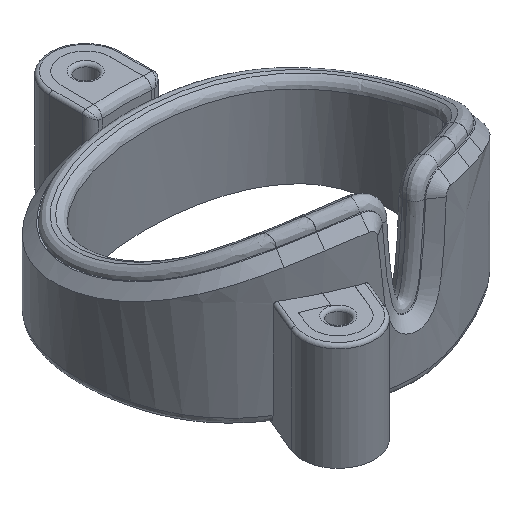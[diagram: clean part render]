
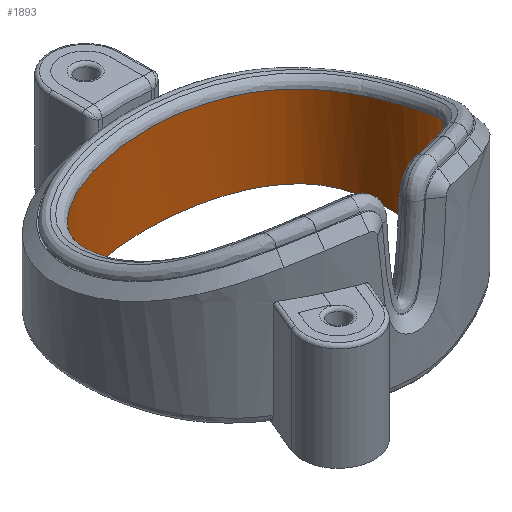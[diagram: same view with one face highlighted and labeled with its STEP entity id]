
A CAD part, isometric view. The second image highlights one B-rep face of the part: STEP entity #1893.
In plain terms, the highlighted free-form (B-spline) face has degree [3, 1] with [19, 2] control points.
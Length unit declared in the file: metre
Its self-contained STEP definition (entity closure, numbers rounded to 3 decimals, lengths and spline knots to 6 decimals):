
#154=B_SPLINE_CURVE_WITH_KNOTS('',3,(#2669,#2670,#2671,#2672,#2673,#2674,
#2675,#2676,#2677,#2678,#2679,#2680,#2681,#2682,#2683,#2684,#2685,#2686,
#2687,#2688,#2689,#2690,#2691,#2692,#2693,#2694,#2695,#2696,#2697,#2698,
#2699),.UNSPECIFIED.,.F.,.F.,(4,1,1,1,1,1,1,1,1,1,1,1,1,1,1,1,1,1,1,1,1,
1,1,1,1,1,1,1,4),(0.,0.002424,0.004847,0.007271,
0.009694,0.014542,0.016965,0.019389,
0.021813,0.024236,0.02666,0.029083,
0.031507,0.033931,0.038778,0.043625,
0.048472,0.050896,0.05332,0.055743,
0.058167,0.06059,0.063014,0.065438,
0.067861,0.070285,0.072709,0.075132,
0.077556),.UNSPECIFIED.);
#155=B_SPLINE_CURVE_WITH_KNOTS('',3,(#2703,#2704,#2705,#2706,#2707,#2708,
#2709,#2710,#2711,#2712,#2713,#2714,#2715),.UNSPECIFIED.,.T.,.F.,(1,3,1,
1,1,1,1,1,1,1,1,3,1),(-0.123294,0.,0.123294,0.2212,
0.319107,0.411821,0.5,0.588179,0.680893,
0.7788,0.876706,1.,1.123294),.UNSPECIFIED.);
#300=ORIENTED_EDGE('',*,*,#902,.F.);
#301=ORIENTED_EDGE('',*,*,#903,.T.);
#302=ORIENTED_EDGE('',*,*,#904,.T.);
#303=ORIENTED_EDGE('',*,*,#905,.F.);
#902=EDGE_CURVE('',#1203,#1204,#1389,.T.);
#903=EDGE_CURVE('',#1203,#1205,#154,.T.);
#904=EDGE_CURVE('',#1205,#1206,#1390,.T.);
#905=EDGE_CURVE('',#1204,#1206,#155,.T.);
#1203=VERTEX_POINT('',#2667);
#1204=VERTEX_POINT('',#2668);
#1205=VERTEX_POINT('',#2700);
#1206=VERTEX_POINT('',#2702);
#1389=LINE('',#2666,#1495);
#1390=LINE('',#2701,#1496);
#1495=VECTOR('',#2168,1.);
#1496=VECTOR('',#2169,1.);
#1600=EDGE_LOOP('',(#300,#301,#302,#303));
#1729=FACE_BOUND('',#1600,.T.);
#1858=B_SPLINE_SURFACE_WITH_KNOTS('',3,1,((#2628,#2629),(#2630,#2631),(#2632,
#2633),(#2634,#2635),(#2636,#2637),(#2638,#2639),(#2640,#2641),(#2642,#2643),
(#2644,#2645),(#2646,#2647),(#2648,#2649),(#2650,#2651),(#2652,#2653),(#2654,
#2655),(#2656,#2657),(#2658,#2659),(#2660,#2661),(#2662,#2663),(#2664,#2665)),
 .SURF_OF_LINEAR_EXTRUSION.,.F.,.F.,.F.,(4,1,1,1,1,1,1,1,1,1,1,1,1,1,1,
1,4),(2,2),(0.64401,0.688508,0.733007,0.777506,
0.822005,0.866504,0.911002,0.955501,
1.,1.044499,1.088998,1.133496,1.177995,
1.222494,1.266993,1.311492,1.35599),(0.,
1.),.UNSPECIFIED.);
#1893=ADVANCED_FACE('',(#1729),#1858,.T.);
#2168=DIRECTION('',(0.,0.,-1.));
#2169=DIRECTION('',(0.,0.,-1.));
#2628=CARTESIAN_POINT('',(0.01168,-0.006323,0.01695));
#2629=CARTESIAN_POINT('',(0.01168,-0.006323,0.));
#2630=CARTESIAN_POINT('',(0.012757,-0.005518,0.01695));
#2631=CARTESIAN_POINT('',(0.012757,-0.005518,0.));
#2632=CARTESIAN_POINT('',(0.014675,-0.003625,0.01695));
#2633=CARTESIAN_POINT('',(0.014675,-0.003625,0.));
#2634=CARTESIAN_POINT('',(0.016419,0.000289,0.01695));
#2635=CARTESIAN_POINT('',(0.016419,0.000289,0.));
#2636=CARTESIAN_POINT('',(0.017121,0.004712,0.01695));
#2637=CARTESIAN_POINT('',(0.017121,0.004712,0.));
#2638=CARTESIAN_POINT('',(0.016825,0.009155,0.01695));
#2639=CARTESIAN_POINT('',(0.016825,0.009155,0.));
#2640=CARTESIAN_POINT('',(0.015092,0.013111,0.01695));
#2641=CARTESIAN_POINT('',(0.015092,0.013111,0.));
#2642=CARTESIAN_POINT('',(0.011324,0.016023,0.01695));
#2643=CARTESIAN_POINT('',(0.011324,0.016023,0.));
#2644=CARTESIAN_POINT('',(0.006027,0.017773,0.01695));
#2645=CARTESIAN_POINT('',(0.006027,0.017773,0.));
#2646=CARTESIAN_POINT('',(0.,0.018366,0.01695));
#2647=CARTESIAN_POINT('',(0.,0.018366,0.));
#2648=CARTESIAN_POINT('',(-0.006027,0.017773,0.01695));
#2649=CARTESIAN_POINT('',(-0.006027,0.017773,0.));
#2650=CARTESIAN_POINT('',(-0.011324,0.016023,0.01695));
#2651=CARTESIAN_POINT('',(-0.011324,0.016023,0.));
#2652=CARTESIAN_POINT('',(-0.015092,0.013111,0.01695));
#2653=CARTESIAN_POINT('',(-0.015092,0.013111,0.));
#2654=CARTESIAN_POINT('',(-0.016825,0.009155,0.01695));
#2655=CARTESIAN_POINT('',(-0.016825,0.009155,0.));
#2656=CARTESIAN_POINT('',(-0.017121,0.004712,0.01695));
#2657=CARTESIAN_POINT('',(-0.017121,0.004712,0.));
#2658=CARTESIAN_POINT('',(-0.016419,0.000289,0.01695));
#2659=CARTESIAN_POINT('',(-0.016419,0.000289,0.));
#2660=CARTESIAN_POINT('',(-0.014675,-0.003625,0.01695));
#2661=CARTESIAN_POINT('',(-0.014675,-0.003625,0.));
#2662=CARTESIAN_POINT('',(-0.012757,-0.005518,0.01695));
#2663=CARTESIAN_POINT('',(-0.012757,-0.005518,0.));
#2664=CARTESIAN_POINT('',(-0.01168,-0.006323,0.01695));
#2665=CARTESIAN_POINT('',(-0.01168,-0.006323,0.));
#2666=CARTESIAN_POINT('',(0.01168,-0.006323,0.022));
#2667=CARTESIAN_POINT('',(0.01168,-0.006323,0.016848));
#2668=CARTESIAN_POINT('',(0.01168,-0.006323,0.));
#2669=CARTESIAN_POINT('',(0.01168,-0.006323,0.016848));
#2670=CARTESIAN_POINT('',(0.01229,-0.005867,0.016559));
#2671=CARTESIAN_POINT('',(0.013415,-0.00489,0.015934));
#2672=CARTESIAN_POINT('',(0.014763,-0.003147,0.01485));
#2673=CARTESIAN_POINT('',(0.015741,-0.00122,0.013787));
#2674=CARTESIAN_POINT('',(0.016678,0.001616,0.012486));
#2675=CARTESIAN_POINT('',(0.017063,0.004683,0.011472));
#2676=CARTESIAN_POINT('',(0.016893,0.007813,0.0107));
#2677=CARTESIAN_POINT('',(0.016359,0.010161,0.010256));
#2678=CARTESIAN_POINT('',(0.015306,0.012359,0.009989));
#2679=CARTESIAN_POINT('',(0.013698,0.014196,0.009959));
#2680=CARTESIAN_POINT('',(0.011676,0.015578,0.010092));
#2681=CARTESIAN_POINT('',(0.009488,0.016591,0.010235));
#2682=CARTESIAN_POINT('',(0.007166,0.017327,0.010348));
#2683=CARTESIAN_POINT('',(0.004039,0.01798,0.010449));
#2684=CARTESIAN_POINT('',(-0.00001,0.018294,0.010496));
#2685=CARTESIAN_POINT('',(-0.004816,0.017918,0.01044));
#2686=CARTESIAN_POINT('',(-0.0087,0.016948,0.010286));
#2687=CARTESIAN_POINT('',(-0.011658,0.01559,0.010093));
#2688=CARTESIAN_POINT('',(-0.013681,0.01421,0.009959));
#2689=CARTESIAN_POINT('',(-0.015302,0.012368,0.009988));
#2690=CARTESIAN_POINT('',(-0.016356,0.01017,0.010254));
#2691=CARTESIAN_POINT('',(-0.016891,0.007824,0.010698));
#2692=CARTESIAN_POINT('',(-0.017022,0.005472,0.011277));
#2693=CARTESIAN_POINT('',(-0.016865,0.003146,0.011982));
#2694=CARTESIAN_POINT('',(-0.01645,0.00093,0.012802));
#2695=CARTESIAN_POINT('',(-0.015747,-0.001206,0.01378));
#2696=CARTESIAN_POINT('',(-0.014768,-0.003139,0.014845));
#2697=CARTESIAN_POINT('',(-0.013424,-0.004882,0.015928));
#2698=CARTESIAN_POINT('',(-0.012291,-0.005866,0.016558));
#2699=CARTESIAN_POINT('',(-0.01168,-0.006323,0.016848));
#2700=CARTESIAN_POINT('',(-0.01168,-0.006323,0.016848));
#2701=CARTESIAN_POINT('',(-0.01168,-0.006323,0.022));
#2702=CARTESIAN_POINT('',(-0.01168,-0.006323,0.));
#2703=CARTESIAN_POINT('',(0.,0.018168,0.));
#2704=CARTESIAN_POINT('',(-0.005568,0.018168,0.));
#2705=CARTESIAN_POINT('',(-0.015558,0.015452,0.));
#2706=CARTESIAN_POINT('',(-0.017763,0.004841,0.));
#2707=CARTESIAN_POINT('',(-0.015022,-0.004736,0.));
#2708=CARTESIAN_POINT('',(-0.007403,-0.009014,0.));
#2709=CARTESIAN_POINT('',(0.,-0.011823,0.));
#2710=CARTESIAN_POINT('',(0.007403,-0.009014,0.));
#2711=CARTESIAN_POINT('',(0.015022,-0.004736,0.));
#2712=CARTESIAN_POINT('',(0.017763,0.004841,0.));
#2713=CARTESIAN_POINT('',(0.015558,0.015452,0.));
#2714=CARTESIAN_POINT('',(0.005568,0.018168,0.));
#2715=CARTESIAN_POINT('',(0.,0.018168,0.));
